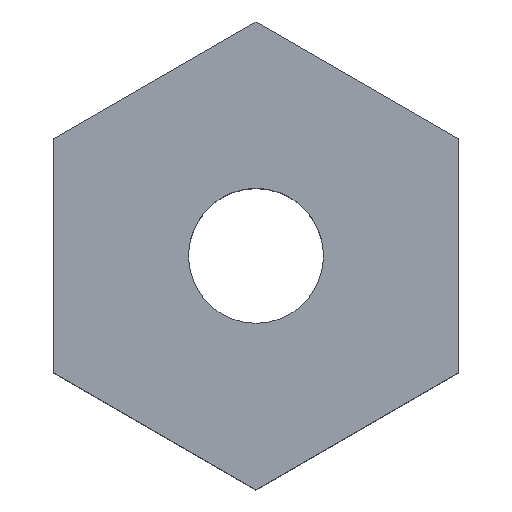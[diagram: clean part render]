
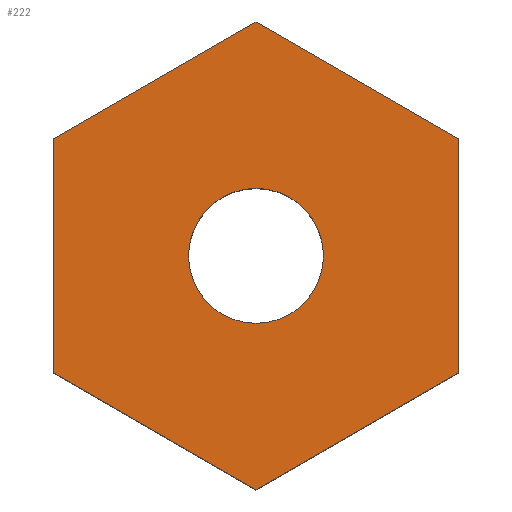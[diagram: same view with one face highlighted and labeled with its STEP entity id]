
A CAD part, top view. The second image highlights one B-rep face of the part: STEP entity #222.
In plain terms, the highlighted planar face has unit normal (0, 0, 1).
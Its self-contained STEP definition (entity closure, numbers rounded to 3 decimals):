
#24=FACE_BOUND('',#57,.T.);
#29=CIRCLE('',#247,2.);
#41=FACE_OUTER_BOUND('',#56,.T.);
#56=EDGE_LOOP('',(#186,#187,#188,#189,#190,#191));
#57=EDGE_LOOP('',(#192));
#70=LINE('',#356,#91);
#72=LINE('',#360,#93);
#74=LINE('',#364,#95);
#76=LINE('',#368,#97);
#78=LINE('',#372,#99);
#80=LINE('',#375,#101);
#91=VECTOR('',#289,10.);
#93=VECTOR('',#293,10.);
#95=VECTOR('',#297,10.);
#97=VECTOR('',#301,10.);
#99=VECTOR('',#305,10.);
#101=VECTOR('',#309,10.);
#113=VERTEX_POINT('',#349);
#114=VERTEX_POINT('',#353);
#115=VERTEX_POINT('',#355);
#116=VERTEX_POINT('',#359);
#117=VERTEX_POINT('',#363);
#118=VERTEX_POINT('',#367);
#119=VERTEX_POINT('',#371);
#131=EDGE_CURVE('',#113,#113,#29,.T.);
#134=EDGE_CURVE('',#115,#114,#70,.T.);
#136=EDGE_CURVE('',#116,#115,#72,.T.);
#138=EDGE_CURVE('',#117,#116,#74,.T.);
#140=EDGE_CURVE('',#118,#117,#76,.T.);
#142=EDGE_CURVE('',#119,#118,#78,.T.);
#144=EDGE_CURVE('',#114,#119,#80,.T.);
#186=ORIENTED_EDGE('',*,*,#144,.T.);
#187=ORIENTED_EDGE('',*,*,#142,.T.);
#188=ORIENTED_EDGE('',*,*,#140,.T.);
#189=ORIENTED_EDGE('',*,*,#138,.T.);
#190=ORIENTED_EDGE('',*,*,#136,.T.);
#191=ORIENTED_EDGE('',*,*,#134,.T.);
#192=ORIENTED_EDGE('',*,*,#131,.T.);
#211=PLANE('',#254);
#222=ADVANCED_FACE('',(#41,#24),#211,.T.);
#247=AXIS2_PLACEMENT_3D('',#350,#283,#284);
#254=AXIS2_PLACEMENT_3D('',#376,#310,#311);
#283=DIRECTION('center_axis',(0.,0.,-1.));
#284=DIRECTION('ref_axis',(-1.,0.,0.));
#289=DIRECTION('',(0.866,-0.5,0.));
#293=DIRECTION('',(0.,-1.,0.));
#297=DIRECTION('',(-0.866,-0.5,0.));
#301=DIRECTION('',(-0.866,0.5,0.));
#305=DIRECTION('',(0.,1.,0.));
#309=DIRECTION('',(0.866,0.5,0.));
#310=DIRECTION('center_axis',(0.,0.,1.));
#311=DIRECTION('ref_axis',(-1.,0.,0.));
#349=CARTESIAN_POINT('',(2.,0.,18.));
#350=CARTESIAN_POINT('Origin',(0.,0.,18.));
#353=CARTESIAN_POINT('',(0.,-6.928,18.));
#355=CARTESIAN_POINT('',(-6.,-3.464,18.));
#356=CARTESIAN_POINT('',(-6.,-3.464,18.));
#359=CARTESIAN_POINT('',(-6.,3.464,18.));
#360=CARTESIAN_POINT('',(-6.,3.464,18.));
#363=CARTESIAN_POINT('',(0.,6.928,18.));
#364=CARTESIAN_POINT('',(0.,6.928,18.));
#367=CARTESIAN_POINT('',(6.,3.464,18.));
#368=CARTESIAN_POINT('',(6.,3.464,18.));
#371=CARTESIAN_POINT('',(6.,-3.464,18.));
#372=CARTESIAN_POINT('',(6.,-3.464,18.));
#375=CARTESIAN_POINT('',(0.,-6.928,18.));
#376=CARTESIAN_POINT('Origin',(0.,0.,18.));
